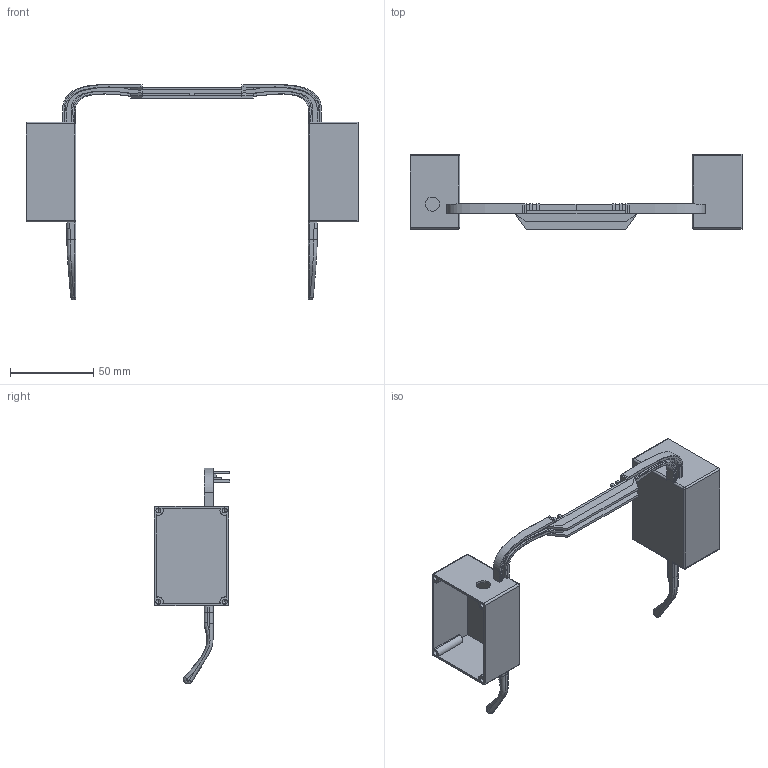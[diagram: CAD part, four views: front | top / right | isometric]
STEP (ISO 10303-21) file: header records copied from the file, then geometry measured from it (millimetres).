
FILE_DESCRIPTION (( 'STEP AP203' ), '1' );
FILE_NAME ('test_assembly.STEP', '2023-07-26T04:15:03', ( '' ), ( '' ), 'SwSTEP 2.0', 'SolidWorks 2020', '' );
FILE_SCHEMA (( 'CONFIG_CONTROL_DESIGN' ));
Length unit declared in the file: centimetre
Products named in the file (5): left_final; top; right_final; middle_final; test_assembly
Assembly tree (4 placements, depth 2):
  test_assembly
    middle_final
    left_final
    right_final
    top
Bounding box: 200 x 45.5 x 130.11 mm (x, y, z)
Volume: 36448.2 mm3; surface area: 52205.2 mm2
Topology: 6 solids, 6 shells, 335 faces, 910 edges, 560 vertices
Faces by surface type: plane 171, bspline 64, cylinder 60, cone 32, sphere 8
Entity records: 13807 total; most frequent: CARTESIAN_POINT 5544, ORIENTED_EDGE 1740, DIRECTION 1378, EDGE_CURVE 870, LINE 574, VECTOR 574, VERTEX_POINT 560, AXIS2_PLACEMENT_3D 402
